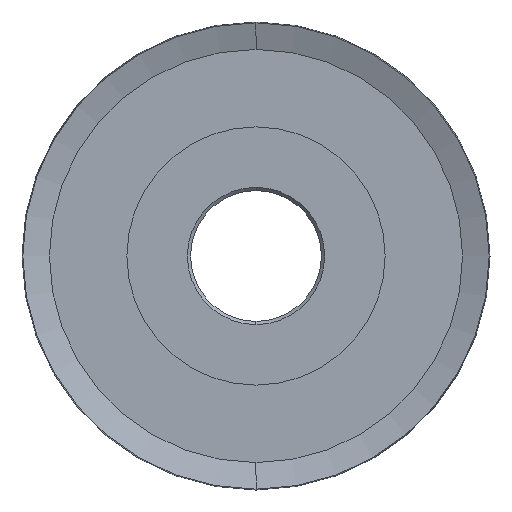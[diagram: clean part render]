
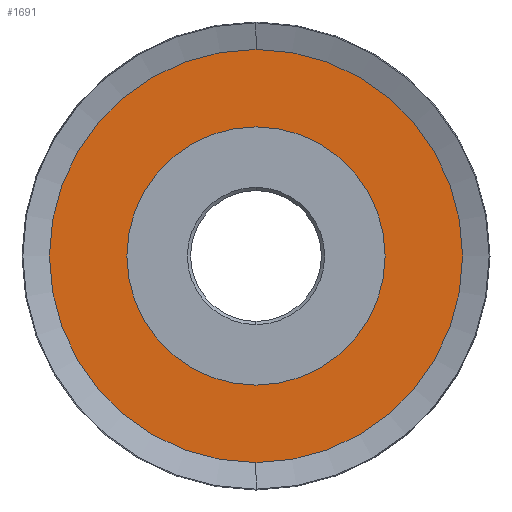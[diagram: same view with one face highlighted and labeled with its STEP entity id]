
A CAD part, left-side view. The second image highlights one B-rep face of the part: STEP entity #1691.
In plain terms, the highlighted planar face has unit normal (-1, 0, 0).
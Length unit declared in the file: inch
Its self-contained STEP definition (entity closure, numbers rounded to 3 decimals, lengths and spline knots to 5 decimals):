
#134 = FACE_BOUND ( 'NONE', #1913, .T. ) ;
#433 = EDGE_CURVE ( 'NONE', #10735, #12936, #2742, .T. ) ;
#721 = ORIENTED_EDGE ( 'NONE', *, *, #5097, .F. ) ;
#869 = DIRECTION ( 'NONE',  ( -1., 0., 0. ) ) ;
#1072 = CARTESIAN_POINT ( 'NONE',  ( -0.31875, 0., 0. ) ) ;
#1138 = CIRCLE ( 'NONE', #8246, 0.247 ) ;
#1317 = AXIS2_PLACEMENT_3D ( 'NONE', #4758, #4663, #4682 ) ;
#1691 = ADVANCED_FACE ( 'NONE', ( #5618, #134 ), #13158, .T. ) ;
#1913 = EDGE_LOOP ( 'NONE', ( #721, #11021 ) ) ;
#1934 = CARTESIAN_POINT ( 'NONE',  ( -0.31875, 0., 0. ) ) ;
#2108 = DIRECTION ( 'NONE',  ( 0., 0., 1. ) ) ;
#2322 = CARTESIAN_POINT ( 'NONE',  ( -0.31875, 0., 0.247 ) ) ;
#2742 = CIRCLE ( 'NONE', #1317, 0.395 ) ;
#2956 = DIRECTION ( 'NONE',  ( 0., 0., 1. ) ) ;
#3758 = CARTESIAN_POINT ( 'NONE',  ( -0.31875, 0., 0. ) ) ;
#3921 = CARTESIAN_POINT ( 'NONE',  ( -0.31875, 0.395, 0. ) ) ;
#4510 = CARTESIAN_POINT ( 'NONE',  ( -0.31875, 0., -0.395 ) ) ;
#4663 = DIRECTION ( 'NONE',  ( -1., 0., 0. ) ) ;
#4682 = DIRECTION ( 'NONE',  ( 0., 0., 1. ) ) ;
#4758 = CARTESIAN_POINT ( 'NONE',  ( -0.31875, 0., 0. ) ) ;
#4776 = DIRECTION ( 'NONE',  ( 0., 0., 1. ) ) ;
#5097 = EDGE_CURVE ( 'NONE', #11532, #6576, #1138, .T. ) ;
#5120 = AXIS2_PLACEMENT_3D ( 'NONE', #3921, #869, #8062 ) ;
#5618 = FACE_OUTER_BOUND ( 'NONE', #11863, .T. ) ;
#5846 = CARTESIAN_POINT ( 'NONE',  ( -0.31875, 0., 0.395 ) ) ;
#5907 = CIRCLE ( 'NONE', #8990, 0.247 ) ;
#6576 = VERTEX_POINT ( 'NONE', #10910 ) ;
#7427 = ORIENTED_EDGE ( 'NONE', *, *, #9135, .T. ) ;
#8062 = DIRECTION ( 'NONE',  ( 0., 0., 1. ) ) ;
#8246 = AXIS2_PLACEMENT_3D ( 'NONE', #1934, #9112, #2956 ) ;
#8262 = DIRECTION ( 'NONE',  ( -1., 0., 0. ) ) ;
#8573 = ORIENTED_EDGE ( 'NONE', *, *, #433, .T. ) ;
#8990 = AXIS2_PLACEMENT_3D ( 'NONE', #1072, #8262, #2108 ) ;
#9112 = DIRECTION ( 'NONE',  ( -1., 0., 0. ) ) ;
#9135 = EDGE_CURVE ( 'NONE', #12936, #10735, #10462, .T. ) ;
#10462 = CIRCLE ( 'NONE', #13315, 0.395 ) ;
#10735 = VERTEX_POINT ( 'NONE', #5846 ) ;
#10910 = CARTESIAN_POINT ( 'NONE',  ( -0.31875, 0., -0.247 ) ) ;
#10941 = DIRECTION ( 'NONE',  ( -1., 0., 0. ) ) ;
#11021 = ORIENTED_EDGE ( 'NONE', *, *, #12526, .F. ) ;
#11532 = VERTEX_POINT ( 'NONE', #2322 ) ;
#11863 = EDGE_LOOP ( 'NONE', ( #8573, #7427 ) ) ;
#12526 = EDGE_CURVE ( 'NONE', #6576, #11532, #5907, .T. ) ;
#12936 = VERTEX_POINT ( 'NONE', #4510 ) ;
#13158 = PLANE ( 'NONE',  #5120 ) ;
#13315 = AXIS2_PLACEMENT_3D ( 'NONE', #3758, #10941, #4776 ) ;
